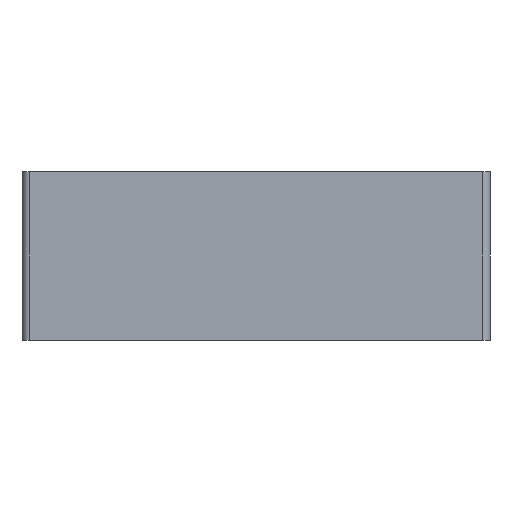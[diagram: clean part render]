
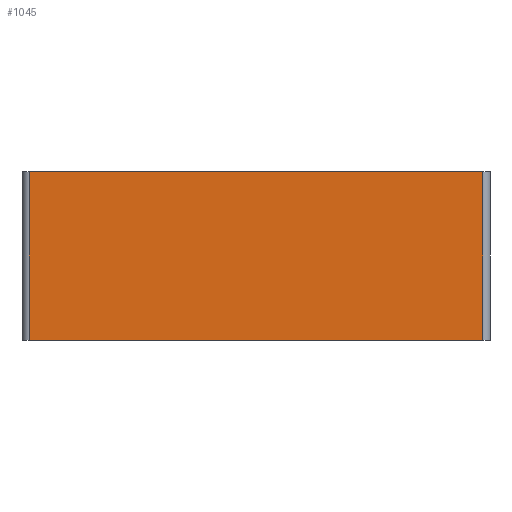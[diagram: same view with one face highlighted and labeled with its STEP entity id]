
A CAD part, front view. The second image highlights one B-rep face of the part: STEP entity #1045.
In plain terms, the highlighted planar face has unit normal (0, -1, 0).
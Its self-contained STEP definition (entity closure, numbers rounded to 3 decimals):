
#461 = VERTEX_POINT('',#462);
#462 = CARTESIAN_POINT('',(1.21,-1.225,
    0.));
#469 = EDGE_CURVE('',#470,#461,#472,.T.);
#470 = VERTEX_POINT('',#471);
#471 = CARTESIAN_POINT('',(-1.21,-1.225,
    0.));
#472 = LINE('',#473,#474);
#473 = CARTESIAN_POINT('',(28.604,-1.225,0.));
#474 = VECTOR('',#475,1.);
#475 = DIRECTION('',(1.,0.,0.));
#1017 = EDGE_CURVE('',#1018,#461,#1020,.T.);
#1018 = VERTEX_POINT('',#1019);
#1019 = CARTESIAN_POINT('',(1.21,-1.225,0.9));
#1020 = LINE('',#1021,#1022);
#1021 = CARTESIAN_POINT('',(1.21,-1.225,2.073));
#1022 = VECTOR('',#1023,1.);
#1023 = DIRECTION('',(0.,0.,-1.));
#1045 = ADVANCED_FACE('',(#1046),#1064,.T.);
#1046 = FACE_BOUND('',#1047,.T.);
#1047 = EDGE_LOOP('',(#1048,#1049,#1050,#1058));
#1048 = ORIENTED_EDGE('',*,*,#469,.T.);
#1049 = ORIENTED_EDGE('',*,*,#1017,.F.);
#1050 = ORIENTED_EDGE('',*,*,#1051,.T.);
#1051 = EDGE_CURVE('',#1018,#1052,#1054,.T.);
#1052 = VERTEX_POINT('',#1053);
#1053 = CARTESIAN_POINT('',(-1.21,-1.225,0.9));
#1054 = LINE('',#1055,#1056);
#1055 = CARTESIAN_POINT('',(-1.25,-1.225,0.9));
#1056 = VECTOR('',#1057,1.);
#1057 = DIRECTION('',(-1.,-0.,-0.));
#1058 = ORIENTED_EDGE('',*,*,#1059,.T.);
#1059 = EDGE_CURVE('',#1052,#470,#1060,.T.);
#1060 = LINE('',#1061,#1062);
#1061 = CARTESIAN_POINT('',(-1.21,-1.225,
    0.));
#1062 = VECTOR('',#1063,1.);
#1063 = DIRECTION('',(0.,0.,-1.));
#1064 = PLANE('',#1065);
#1065 = AXIS2_PLACEMENT_3D('',#1066,#1067,#1068);
#1066 = CARTESIAN_POINT('',(-1.25,-1.225,
    0.));
#1067 = DIRECTION('',(0.,-1.,0.));
#1068 = DIRECTION('',(0.,0.,-1.));
